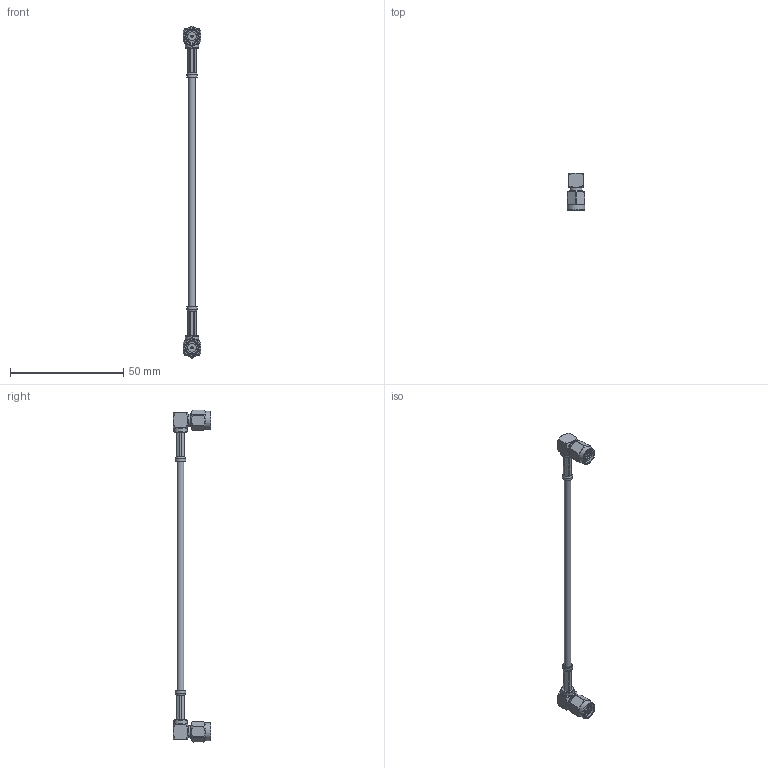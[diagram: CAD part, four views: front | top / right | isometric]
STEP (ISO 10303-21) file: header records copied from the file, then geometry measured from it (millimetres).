
FILE_DESCRIPTION (( 'STEP AP203' ), '1' );
FILE_NAME ('PE3987_3D.step', '2020-06-12T15:00:55', ( '' ), ( '' ), 'SwSTEP 2.0', 'SolidWorks 2018', '' );
FILE_SCHEMA (( 'CONFIG_CONTROL_DESIGN' ));
Length unit declared in the file: inch
Products named in the file (3): PE3987_3D; PE4408^PE3987_Crimped; Coax Cable^PE3987_RG-316DS
Assembly tree (3 placements, depth 2):
  PE3987_3D
    Coax Cable^PE3987_RG-316DS
    PE4408^PE3987_Crimped  x2
Bounding box: 7.94 x 16.51 x 146.72 mm (x, y, z)
Volume: 2225.5 mm3; surface area: 3250.9 mm2
Topology: 7 solids, 7 shells, 471 faces, 1243 edges, 808 vertices
Faces by surface type: plane 332, cylinder 75, cone 38, bspline 22, torus 4
Full cylindrical faces by diameter (mm): 1.016 x2, 1.7 x2, 2.692 x2, 2.896 x1, 3.556 x2, 3.658 x2, 3.683 x2, 3.81 x2, 4.572 x2, 5.207 x2, 5.715 x2, 5.829 x2, 6.35 x12, 7.88 x2
Entity records: 10038 total; most frequent: CARTESIAN_POINT 4254, ORIENTED_EDGE 1140, DIRECTION 1046, EDGE_CURVE 570, LINE 430, VECTOR 430, VERTEX_POINT 386, AXIS2_PLACEMENT_3D 308
